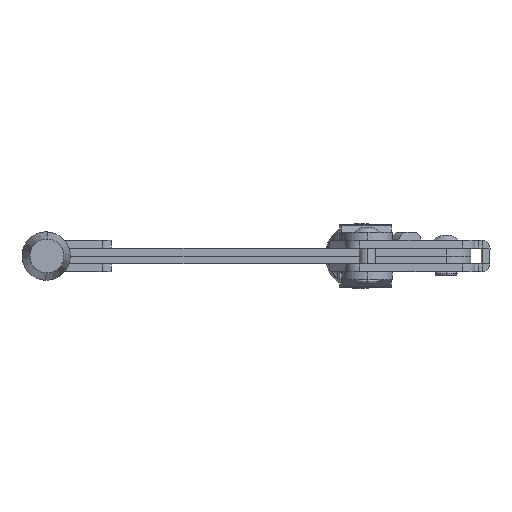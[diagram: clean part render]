
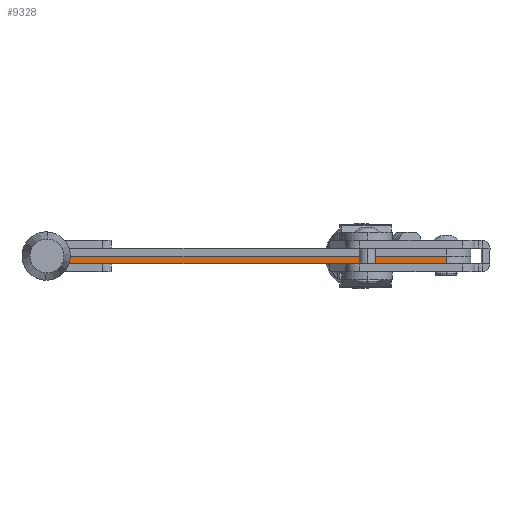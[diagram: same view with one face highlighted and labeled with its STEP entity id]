
A CAD part, front view. The second image highlights one B-rep face of the part: STEP entity #9328.
In plain terms, the highlighted face is planar.
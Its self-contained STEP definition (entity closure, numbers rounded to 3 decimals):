
#640 = VECTOR ( 'NONE', #14124, 1000. ) ;
#643 = ORIENTED_EDGE ( 'NONE', *, *, #18417, .F. ) ;
#3654 = CARTESIAN_POINT ( 'NONE',  ( 8564.536, -3998.464, 0. ) ) ;
#4057 = DIRECTION ( 'NONE',  ( 1., 0., 0. ) ) ;
#4235 = LINE ( 'NONE', #18341, #21743 ) ;
#4768 = VERTEX_POINT ( 'NONE', #6435 ) ;
#4917 = EDGE_CURVE ( 'NONE', #14982, #20248, #10378, .T. ) ;
#5617 = FACE_OUTER_BOUND ( 'NONE', #12453, .T. ) ;
#6435 = CARTESIAN_POINT ( 'NONE',  ( 8416.036, -3998.464, 0. ) ) ;
#6454 = ORIENTED_EDGE ( 'NONE', *, *, #4917, .F. ) ;
#6466 = CARTESIAN_POINT ( 'NONE',  ( 8564.536, -3998.464, 3. ) ) ;
#6542 = DIRECTION ( 'NONE',  ( 0., 1., 0. ) ) ;
#6818 = ORIENTED_EDGE ( 'NONE', *, *, #21387, .T. ) ;
#9328 = ADVANCED_FACE ( 'NONE', ( #5617 ), #17017, .F. ) ;
#9646 = CARTESIAN_POINT ( 'NONE',  ( 8564.536, -3998.464, 0. ) ) ;
#10378 = LINE ( 'NONE', #12032, #18568 ) ;
#10849 = ORIENTED_EDGE ( 'NONE', *, *, #14214, .T. ) ;
#11041 = CARTESIAN_POINT ( 'NONE',  ( 8564.536, -3998.464, 3. ) ) ;
#12032 = CARTESIAN_POINT ( 'NONE',  ( 8564.536, -3998.464, 3. ) ) ;
#12453 = EDGE_LOOP ( 'NONE', ( #6818, #6454, #643, #10849 ) ) ;
#13849 = CARTESIAN_POINT ( 'NONE',  ( 8564.536, -3998.464, 3. ) ) ;
#14124 = DIRECTION ( 'NONE',  ( 1., 0., 0. ) ) ;
#14214 = EDGE_CURVE ( 'NONE', #16284, #4768, #4235, .T. ) ;
#14890 = DIRECTION ( 'NONE',  ( 0., 0., -1. ) ) ;
#14982 = VERTEX_POINT ( 'NONE', #13849 ) ;
#15589 = VECTOR ( 'NONE', #4057, 1000. ) ;
#16284 = VERTEX_POINT ( 'NONE', #17581 ) ;
#17017 = PLANE ( 'NONE',  #22489 ) ;
#17581 = CARTESIAN_POINT ( 'NONE',  ( 8416.036, -3998.464, 3. ) ) ;
#18166 = LINE ( 'NONE', #3654, #640 ) ;
#18341 = CARTESIAN_POINT ( 'NONE',  ( 8416.036, -3998.464, 3. ) ) ;
#18417 = EDGE_CURVE ( 'NONE', #16284, #14982, #19166, .T. ) ;
#18568 = VECTOR ( 'NONE', #22420, 1000. ) ;
#18793 = DIRECTION ( 'NONE',  ( -1., 0., 0. ) ) ;
#19166 = LINE ( 'NONE', #11041, #15589 ) ;
#20248 = VERTEX_POINT ( 'NONE', #9646 ) ;
#21387 = EDGE_CURVE ( 'NONE', #4768, #20248, #18166, .T. ) ;
#21743 = VECTOR ( 'NONE', #14890, 1000. ) ;
#22420 = DIRECTION ( 'NONE',  ( 0., 0., -1. ) ) ;
#22489 = AXIS2_PLACEMENT_3D ( 'NONE', #6466, #6542, #18793 ) ;
